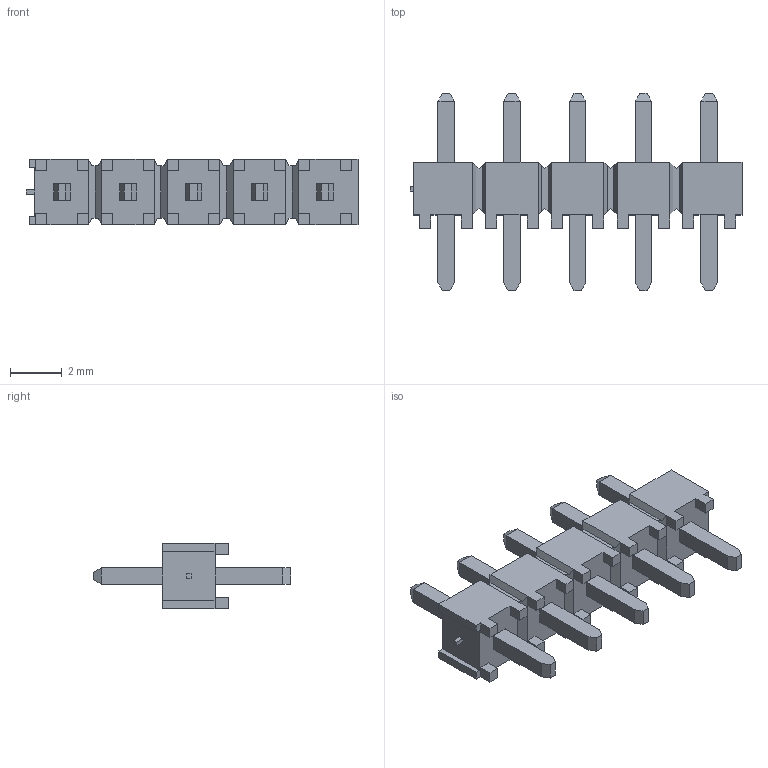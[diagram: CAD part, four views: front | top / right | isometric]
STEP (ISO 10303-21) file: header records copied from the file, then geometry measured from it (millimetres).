
FILE_DESCRIPTION( ( 'STEP AP214' ), '1' );
FILE_NAME( 'TSW-105-06-T-S.stp', '2022-06-15T03:42:10', ( 'License CC BY-ND 4.0' ), ( 'CADENAS' ), ' ', 'PARTsolutions', ' ' );
FILE_SCHEMA( ( 'AUTOMOTIVE_DESIGN { 1 0 10303 214 1 1 1 1 }' ) );
Length unit declared in the file: inch
Products named in the file (3): TSW-105-06-T-S; _TSW-105-06-T-S_body; _T-1S6-18-TSW-1-06-5-S
Assembly tree (2 placements, depth 2):
  TSW-105-06-T-S
    _TSW-105-06-T-S_body
    _T-1S6-18-TSW-1-06-5-S
Bounding box: 12.83 x 7.62 x 2.54 mm (x, y, z)
Volume: 75.8 mm3; surface area: 286.1 mm2
Topology: 2 solids, 2 shells, 257 faces, 658 edges, 416 vertices
Faces by surface type: plane 257
Entity records: 9658 total; most frequent: CARTESIAN_POINT 1334, ORIENTED_EDGE 1316, DIRECTION 1178, EDGE_CURVE 658, LINE 658, VECTOR 658, VERTEX_POINT 416, EDGE_LOOP 278
